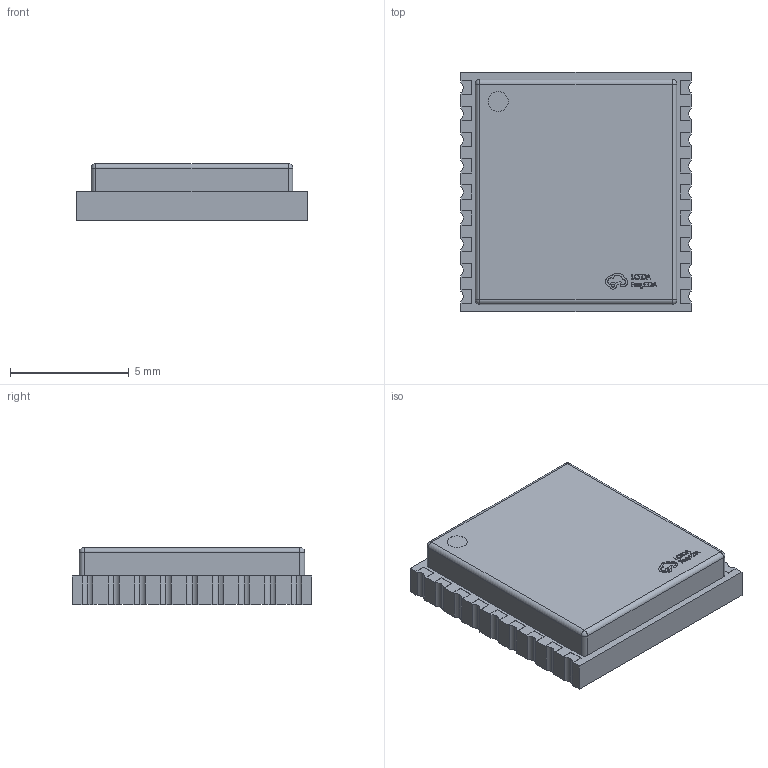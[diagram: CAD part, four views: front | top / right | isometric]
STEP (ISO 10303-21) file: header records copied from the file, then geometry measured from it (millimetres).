
FILE_DESCRIPTION(('FreeCAD Model'),'2;1');
FILE_NAME('Open CASCADE Shape Model','2024-03-26T15:08:04',(''),(''), 'Open CASCADE STEP processor 7.6','FreeCAD','Unknown');
FILE_SCHEMA(('AUTOMOTIVE_DESIGN { 1 0 10303 214 1 1 1 1 }'));
Length unit declared in the file: millimetre
Products named in the file (3): U1; GPS-SMD_GP-02; SOLID001
Assembly tree (2 placements, depth 3):
  U1
    GPS-SMD_GP-02
      SOLID001
Bounding box: 9.7 x 10.1 x 2.42 mm (x, y, z)
Volume: 213.6 mm3; surface area: 284.3 mm2
Topology: 1 solids, 1 shells, 498 faces, 1396 edges, 924 vertices
Faces by surface type: plane 345, bspline 112, cylinder 37, sphere 4
Entity records: 20561 total; most frequent: CARTESIAN_POINT 4921, ORIENTED_EDGE 2784, DIRECTION 2016, EDGE_CURVE 1392, LINE 1090, VECTOR 1090, VERTEX_POINT 924, FACE_BOUND 526
